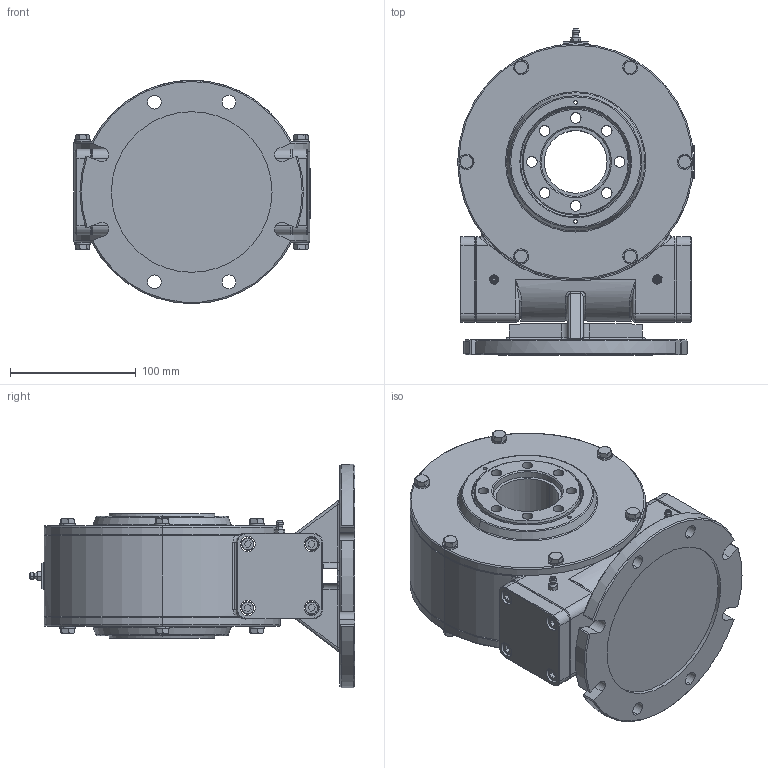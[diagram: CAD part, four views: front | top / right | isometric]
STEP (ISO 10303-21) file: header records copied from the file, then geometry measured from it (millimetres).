
FILE_DESCRIPTION (( 'STEP AP214' ), '1' );
FILE_NAME ('TVR160-A0-RM-SH.STEP', '2018-04-04T06:44:21', ( '' ), ( '' ), 'SwSTEP 2.0', 'SolidWorks 2016', '' );
FILE_SCHEMA (( 'AUTOMOTIVE_DESIGN' ));
Length unit declared in the file: millimetre
Products named in the file (1): TVR160-A0-RM-SH
Bounding box: 188.5 x 259.7 x 178 mm (x, y, z)
Surface area: 252923.3 mm2 (no closed solid volume)
Topology: 0 solids, 60 shells, 814 faces, 2633 edges, 1872 vertices
Faces by surface type: plane 323, cylinder 225, cone 159, torus 73, bspline 34
Entity records: 42796 total; most frequent: CARTESIAN_POINT 11550, DIRECTION 4498, ORIENTED_EDGE 4180, EDGE_CURVE 2629, VERTEX_POINT 1872, AXIS2_PLACEMENT_3D 1644, VECTOR 1210, LINE 1210
